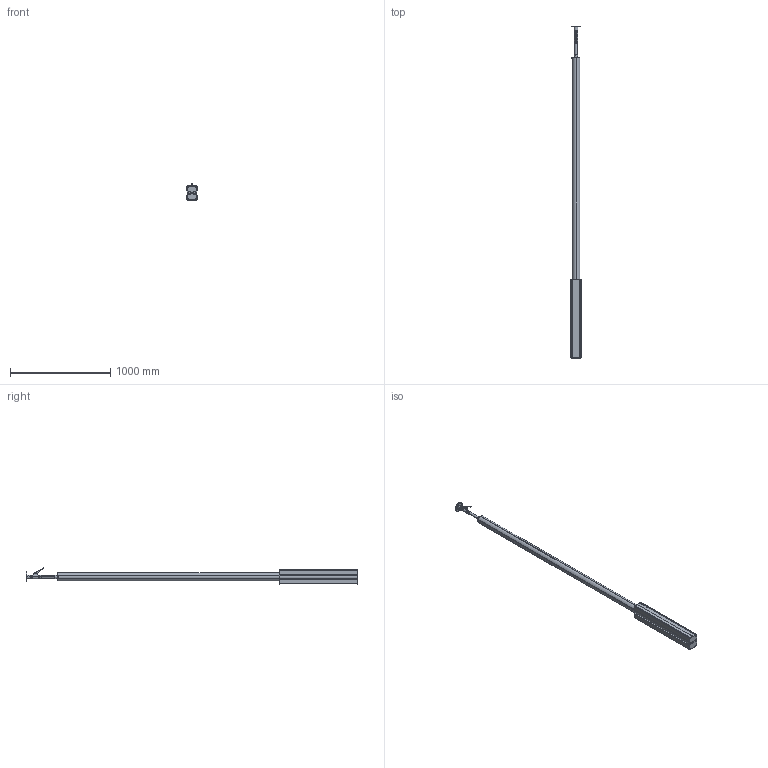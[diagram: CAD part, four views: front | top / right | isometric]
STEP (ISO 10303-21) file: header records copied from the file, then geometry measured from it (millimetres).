
FILE_DESCRIPTION (( 'STEP AP214' ), '1' );
FILE_NAME ('6289073.stp', '2016-06-29T11:34:09', ( '' ), ( '' ), 'SwSTEP 2.0', 'SolidWorks 2014', '' );
FILE_SCHEMA (( 'AUTOMOTIVE_DESIGN' ));
Length unit declared in the file: millimetre
Products named in the file (22): 030912_L=780; 076860_Standard; 030911_L=2993; 076850_Standard; 076849_Standard; 6289073; 076847_Standard; 076846_Bohrung hinzu; 076845_Bohrung hinzu; 076844_Bohrung hinzu; 076843_bohrungen hinzu; 076842_Bohrung hinzu; 030909_L=780; 026360_L=780; 002005_Standard; 002004_Standard; P_39409404_1_Standard; 002004T1_Standard; 032228_Standard; 032226_Standard; 032420_Standard; 030913_L=2217
Assembly tree (25 placements, depth 3):
  6289073
    030911_L=2993
    030912_L=780  x2
    030913_L=2217  x2
    032420_Standard
    032228_Standard  x2
      032226_Standard
    002004_Standard
      002004T1_Standard
      P_39409404_1_Standard
    002005_Standard
    030909_L=780  x2
      026360_L=780
    076860_Standard
      076842_Bohrung hinzu
      076843_bohrungen hinzu
      076844_Bohrung hinzu
      076845_Bohrung hinzu
      076846_Bohrung hinzu
      076847_Standard
      076849_Standard
      076850_Standard
Bounding box: 101 x 3316.88 x 160.08 mm (x, y, z)
Volume: 3635911.4 mm3; surface area: 3760696.2 mm2
Topology: 22 solids, 22 shells, 623 faces, 1676 edges, 1107 vertices
Faces by surface type: plane 303, cylinder 302, cone 16, torus 2
Entity records: 16294 total; most frequent: DIRECTION 2805, CARTESIAN_POINT 2698, ORIENTED_EDGE 2554, EDGE_CURVE 1277, AXIS2_PLACEMENT_3D 1036, VERTEX_POINT 841, VECTOR 733, LINE 733
